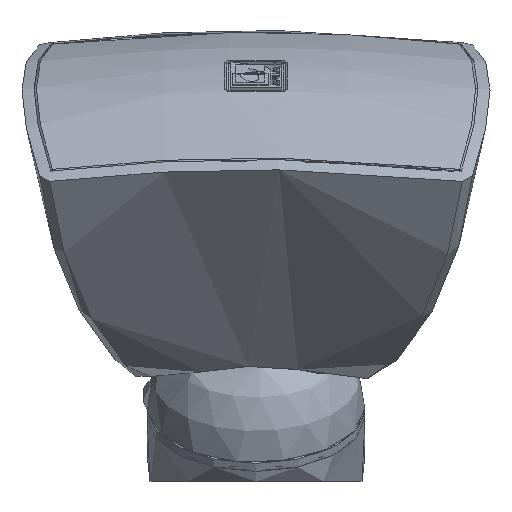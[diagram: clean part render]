
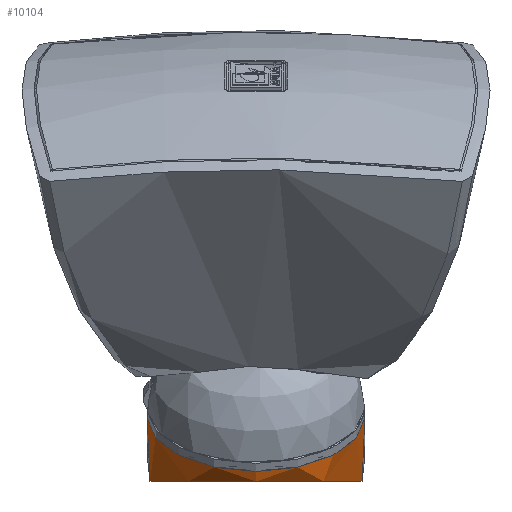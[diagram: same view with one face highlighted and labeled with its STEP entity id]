
A CAD part, left-side view. The second image highlights one B-rep face of the part: STEP entity #10104.
In plain terms, the highlighted cylindrical face has radius 31.5 mm (diameter 63 mm), a partial arc.
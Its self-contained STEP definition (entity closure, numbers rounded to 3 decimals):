
#37=CYLINDRICAL_SURFACE('',#10751,31.5);
#86=ELLIPSE('',#10752,36.373,31.5);
#334=B_SPLINE_CURVE_WITH_KNOTS('',3,(#23441,#23442,#23443,#23444,#23445,
#23446,#23447,#23448,#23449,#23450),.UNSPECIFIED.,.F.,.F.,(4,1,1,1,1,1,
1,4),(0.166,0.322,0.644,0.966,
1.288,1.61,1.933,2.577),
 .UNSPECIFIED.);
#336=B_SPLINE_CURVE_WITH_KNOTS('',3,(#23493,#23494,#23495,#23496,#23497,
#23498,#23499,#23500,#23501,#23502),.UNSPECIFIED.,.F.,.F.,(4,1,1,1,1,1,
1,4),(0.,0.644,0.966,1.288,
1.61,1.933,2.255,2.411),
 .UNSPECIFIED.);
#3021=FACE_OUTER_BOUND('',#3615,.T.);
#3615=EDGE_LOOP('',(#8020,#8021,#8022,#8023));
#4007=CIRCLE('',#10749,31.5);
#4712=VERTEX_POINT('',#23421);
#4714=VERTEX_POINT('',#23434);
#4715=VERTEX_POINT('',#23452);
#4717=VERTEX_POINT('',#23491);
#5894=EDGE_CURVE('',#4714,#4712,#334,.T.);
#5896=EDGE_CURVE('',#4715,#4712,#4007,.T.);
#5898=EDGE_CURVE('',#4714,#4717,#86,.T.);
#5899=EDGE_CURVE('',#4715,#4717,#336,.T.);
#8020=ORIENTED_EDGE('',*,*,#5894,.F.);
#8021=ORIENTED_EDGE('',*,*,#5898,.T.);
#8022=ORIENTED_EDGE('',*,*,#5899,.F.);
#8023=ORIENTED_EDGE('',*,*,#5896,.T.);
#10104=ADVANCED_FACE('',(#3021),#37,.T.);
#10749=AXIS2_PLACEMENT_3D('',#23487,#12311,#12312);
#10751=AXIS2_PLACEMENT_3D('',#23490,#12315,#12316);
#10752=AXIS2_PLACEMENT_3D('',#23492,#12317,#12318);
#12311=DIRECTION('center_axis',(0.,0.5,-0.866));
#12312=DIRECTION('ref_axis',(1.,0.,0.));
#12315=DIRECTION('center_axis',(0.,0.5,-0.866));
#12316=DIRECTION('ref_axis',(1.,0.,0.));
#12317=DIRECTION('center_axis',(0.,0.,1.));
#12318=DIRECTION('ref_axis',(0.,-1.,0.));
#23421=CARTESIAN_POINT('',(-31.5,-3.873,15.142));
#23434=CARTESIAN_POINT('',(-30.699,-1.252,-3.499));
#23441=CARTESIAN_POINT('Ctrl Pts',(-30.699,-1.252,-3.5));
#23442=CARTESIAN_POINT('Ctrl Pts',(-30.8,-1.111,
-2.862));
#23443=CARTESIAN_POINT('Ctrl Pts',(-31.078,-0.675,
-0.948));
#23444=CARTESIAN_POINT('Ctrl Pts',(-31.323,-0.195,
1.853));
#23445=CARTESIAN_POINT('Ctrl Pts',(-31.432,-0.092,
4.33));
#23446=CARTESIAN_POINT('Ctrl Pts',(-31.471,-0.218,
6.045));
#23447=CARTESIAN_POINT('Ctrl Pts',(-31.489,-0.55,
7.665));
#23448=CARTESIAN_POINT('Ctrl Pts',(-31.501,-1.481,
10.445));
#23449=CARTESIAN_POINT('Ctrl Pts',(-31.5,-2.818,
13.255));
#23450=CARTESIAN_POINT('Ctrl Pts',(-31.5,-3.874,
15.141));
#23452=CARTESIAN_POINT('',(31.5,-3.873,15.142));
#23487=CARTESIAN_POINT('Origin',(0.,-3.87,
15.144));
#23490=CARTESIAN_POINT('Origin',(0.,-4.22,15.75));
#23491=CARTESIAN_POINT('',(30.699,-1.253,-3.499));
#23492=CARTESIAN_POINT('Origin',(0.,6.894,
-3.5));
#23493=CARTESIAN_POINT('Ctrl Pts',(31.5,-3.874,15.141));
#23494=CARTESIAN_POINT('Ctrl Pts',(31.5,-2.818,13.254));
#23495=CARTESIAN_POINT('Ctrl Pts',(31.501,-1.481,10.445));
#23496=CARTESIAN_POINT('Ctrl Pts',(31.489,-0.55,
7.665));
#23497=CARTESIAN_POINT('Ctrl Pts',(31.471,-0.218,6.045));
#23498=CARTESIAN_POINT('Ctrl Pts',(31.432,-0.092,
4.329));
#23499=CARTESIAN_POINT('Ctrl Pts',(31.323,-0.194,
1.852));
#23500=CARTESIAN_POINT('Ctrl Pts',(31.078,-0.675,
-0.948));
#23501=CARTESIAN_POINT('Ctrl Pts',(30.8,-1.111,-2.862));
#23502=CARTESIAN_POINT('Ctrl Pts',(30.698,-1.253,-3.499));
